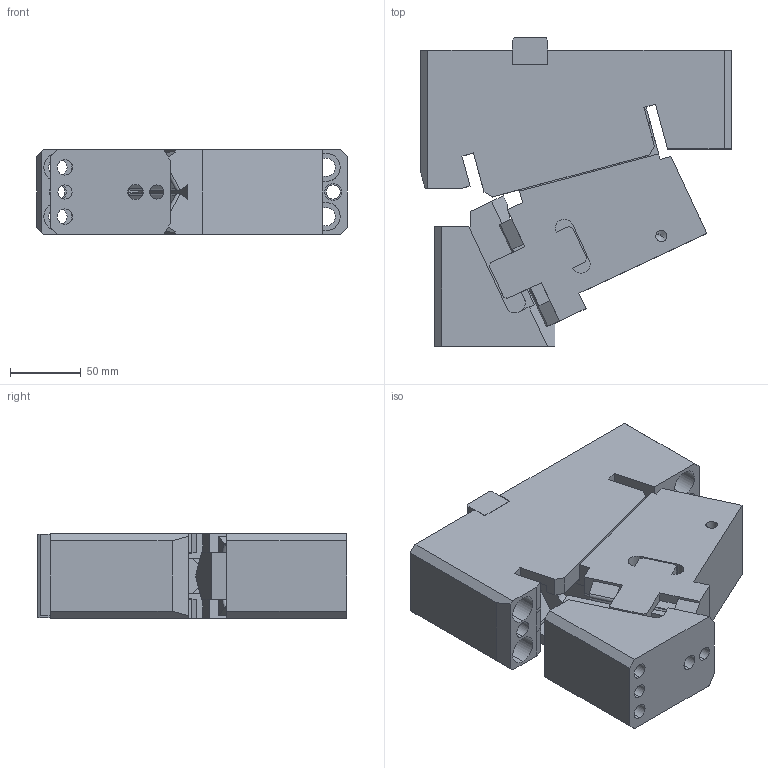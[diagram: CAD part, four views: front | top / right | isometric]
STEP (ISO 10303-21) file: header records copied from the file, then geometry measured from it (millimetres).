
FILE_DESCRIPTION(('CATIA V5 STEP Exchange'),'2;1');
FILE_NAME('CACV_F_60_65.stp','2015-04-24T15:25:58+00:00',('none'),('none'),'CATIA Version 5 Release 19 SP 2 (IN-10)','CATIA V5 STEP AP203','none');
FILE_SCHEMA(('CONFIG_CONTROL_DESIGN'));
Length unit declared in the file: millimetre
Products named in the file (1): CACV_F_60_65
Bounding box: 220 x 219 x 60 mm (x, y, z)
Volume: 1798223.8 mm3; surface area: 242439.7 mm2
Topology: 3 solids, 4 shells, 364 faces, 1018 edges, 662 vertices
Faces by surface type: plane 246, cylinder 108, cone 10
Entity records: 12177 total; most frequent: CARTESIAN_POINT 3014, ORIENTED_EDGE 2024, DIRECTION 1611, EDGE_CURVE 1012, VECTOR 785, LINE 785, VERTEX_POINT 662, AXIS2_PLACEMENT_3D 482
